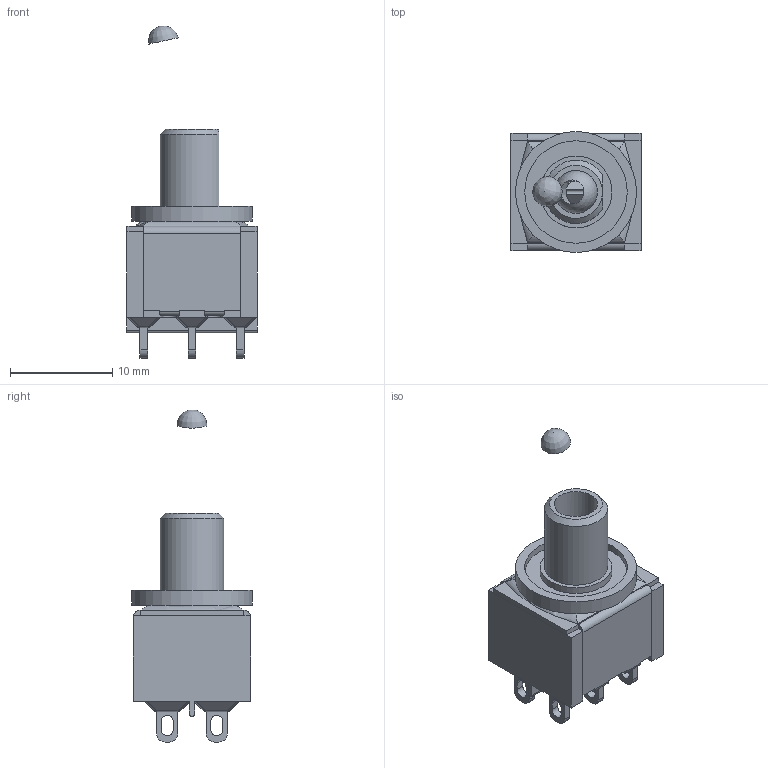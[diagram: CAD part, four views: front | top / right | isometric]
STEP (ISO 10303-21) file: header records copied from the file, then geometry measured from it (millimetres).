
FILE_DESCRIPTION(/* description */ (''),/* implementation_level */ '2;1');
FILE_NAME(/* name */ '100DPxT1B9M1xE.stp',/* time_stamp */ '2024-01-19T09:29:31-06:00',/* author */ ('mwilliams'),/* organization */ (''),/* preprocessor_version */ 'ST-DEVELOPER v18.1',/* originating_system */ 'Autodesk Inventor 2022',/* authorisation */ '');
FILE_SCHEMA (('AUTOMOTIVE_DESIGN { 1 0 10303 214 3 1 1 }'));
Length unit declared in the file: inch
Products named in the file (1): 100124947_Simplify_1
Bounding box: 12.7 x 11.81 x 32.41 mm (x, y, z)
Volume: 1759.5 mm3; surface area: 1459.7 mm2
Topology: 1 solids, 2 shells, 314 faces, 823 edges, 499 vertices
Faces by surface type: plane 191, cylinder 92, sphere 25, cone 3, torus 2, bspline 1
Full cylindrical faces by diameter (mm): 4.2 x1, 7.01 x1, 10.01 x1, 11.81 x1
Entity records: 9636 total; most frequent: CARTESIAN_POINT 1843, DIRECTION 1641, ORIENTED_EDGE 1598, EDGE_CURVE 799, LINE 559, VECTOR 559, AXIS2_PLACEMENT_3D 541, VERTEX_POINT 499
